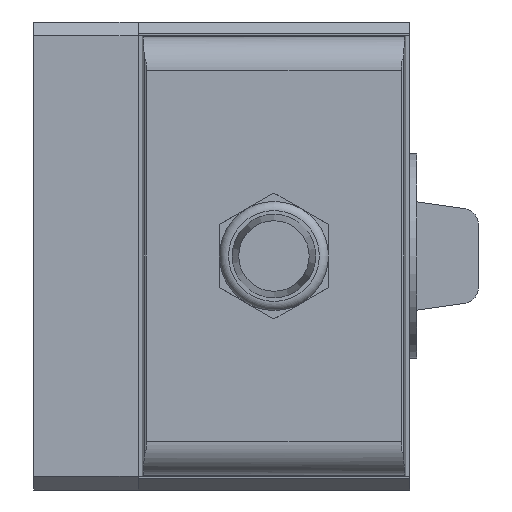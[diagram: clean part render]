
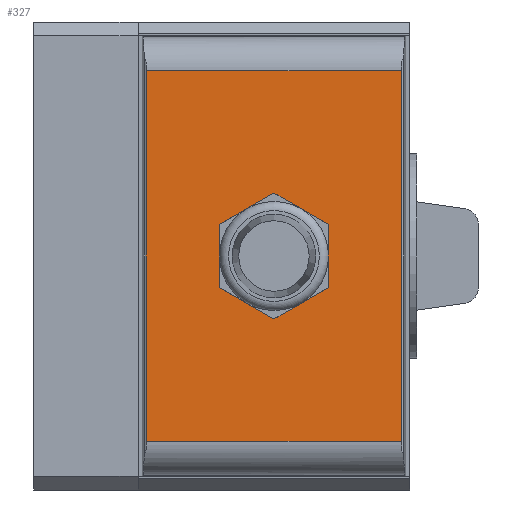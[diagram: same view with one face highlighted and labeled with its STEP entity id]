
A CAD part, front view. The second image highlights one B-rep face of the part: STEP entity #327.
In plain terms, the highlighted planar face has unit normal (0, -1, 0).
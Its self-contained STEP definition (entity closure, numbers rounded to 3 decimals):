
#327 = ADVANCED_FACE( '', ( #806, #807 ), #808, .F. );
#806 = FACE_BOUND( '', #1324, .T. );
#807 = FACE_OUTER_BOUND( '', #1325, .T. );
#808 = PLANE( '', #1326 );
#1324 = EDGE_LOOP( '', ( #2880, #2881, #2882, #2883, #2884, #2885 ) );
#1325 = EDGE_LOOP( '', ( #2886, #2887, #2888, #2889 ) );
#1326 = AXIS2_PLACEMENT_3D( '', #2890, #2891, #2892 );
#2880 = ORIENTED_EDGE( '', *, *, #3682, .F. );
#2881 = ORIENTED_EDGE( '', *, *, #3397, .F. );
#2882 = ORIENTED_EDGE( '', *, *, #3683, .F. );
#2883 = ORIENTED_EDGE( '', *, *, #3684, .F. );
#2884 = ORIENTED_EDGE( '', *, *, #3685, .F. );
#2885 = ORIENTED_EDGE( '', *, *, #3686, .F. );
#2886 = ORIENTED_EDGE( '', *, *, #3673, .F. );
#2887 = ORIENTED_EDGE( '', *, *, #3687, .T. );
#2888 = ORIENTED_EDGE( '', *, *, #3671, .T. );
#2889 = ORIENTED_EDGE( '', *, *, #3681, .F. );
#2890 = CARTESIAN_POINT( '', ( 50., 0., 40.721 ) );
#2891 = DIRECTION( '', ( 0., 1., 0. ) );
#2892 = DIRECTION( '', ( 0., 0., 1. ) );
#3397 = EDGE_CURVE( '', #4117, #4106, #4119, .F. );
#3671 = EDGE_CURVE( '', #4568, #4570, #4572, .T. );
#3673 = EDGE_CURVE( '', #4574, #4576, #4577, .T. );
#3681 = EDGE_CURVE( '', #4576, #4570, #4588, .T. );
#3682 = EDGE_CURVE( '', #4106, #4253, #4589, .F. );
#3683 = EDGE_CURVE( '', #4239, #4117, #4590, .F. );
#3684 = EDGE_CURVE( '', #4244, #4239, #4591, .F. );
#3685 = EDGE_CURVE( '', #4249, #4244, #4592, .F. );
#3686 = EDGE_CURVE( '', #4253, #4249, #4593, .F. );
#3687 = EDGE_CURVE( '', #4574, #4568, #4594, .T. );
#4106 = VERTEX_POINT( '', #5439 );
#4117 = VERTEX_POINT( '', #5464 );
#4119 = CIRCLE( '', #5471, 12. );
#4239 = VERTEX_POINT( '', #5672 );
#4244 = VERTEX_POINT( '', #5688 );
#4249 = VERTEX_POINT( '', #5704 );
#4253 = VERTEX_POINT( '', #5719 );
#4568 = VERTEX_POINT( '', #6212 );
#4570 = VERTEX_POINT( '', #6227 );
#4572 = LINE( '', #6242, #6243 );
#4574 = VERTEX_POINT( '', #6245 );
#4576 = VERTEX_POINT( '', #6260 );
#4577 = LINE( '', #6261, #6262 );
#4588 = LINE( '', #6290, #6291 );
#4589 = CIRCLE( '', #6292, 12. );
#4590 = CIRCLE( '', #6293, 12. );
#4591 = CIRCLE( '', #6294, 12. );
#4592 = CIRCLE( '', #6295, 12. );
#4593 = CIRCLE( '', #6296, 12. );
#4594 = LINE( '', #6297, #6298 );
#5439 = CARTESIAN_POINT( '', ( -12., 0., 0. ) );
#5464 = CARTESIAN_POINT( '', ( -6., 0., 10.392 ) );
#5471 = AXIS2_PLACEMENT_3D( '', #6654, #6655, #6656 );
#5672 = CARTESIAN_POINT( '', ( 6., 0., 10.392 ) );
#5688 = CARTESIAN_POINT( '', ( 12., 0., 0. ) );
#5704 = CARTESIAN_POINT( '', ( 6., 0., -10.392 ) );
#5719 = CARTESIAN_POINT( '', ( -6., 0., -10.392 ) );
#6212 = CARTESIAN_POINT( '', ( -28.05, 0., 40.721 ) );
#6227 = CARTESIAN_POINT( '', ( -28.05, 0., -40.721 ) );
#6242 = CARTESIAN_POINT( '', ( -28.05, 0., 50. ) );
#6243 = VECTOR( '', #7032, 1000. );
#6245 = CARTESIAN_POINT( '', ( 28.05, 0., 40.721 ) );
#6260 = CARTESIAN_POINT( '', ( 28.05, 0., -40.721 ) );
#6261 = CARTESIAN_POINT( '', ( 28.05, 0., 50. ) );
#6262 = VECTOR( '', #7033, 1000. );
#6290 = CARTESIAN_POINT( '', ( 50., 0., -40.721 ) );
#6291 = VECTOR( '', #7044, 1000. );
#6292 = AXIS2_PLACEMENT_3D( '', #7045, #7046, #7047 );
#6293 = AXIS2_PLACEMENT_3D( '', #7048, #7049, #7050 );
#6294 = AXIS2_PLACEMENT_3D( '', #7051, #7052, #7053 );
#6295 = AXIS2_PLACEMENT_3D( '', #7054, #7055, #7056 );
#6296 = AXIS2_PLACEMENT_3D( '', #7057, #7058, #7059 );
#6297 = CARTESIAN_POINT( '', ( 50., 0., 40.721 ) );
#6298 = VECTOR( '', #7060, 1000. );
#6654 = CARTESIAN_POINT( '', ( 0., 0., 0. ) );
#6655 = DIRECTION( '', ( 0., 1., 0. ) );
#6656 = DIRECTION( '', ( 0., 0., 1. ) );
#7032 = DIRECTION( '', ( 0., 0., -1. ) );
#7033 = DIRECTION( '', ( 0., 0., -1. ) );
#7044 = DIRECTION( '', ( -1., 0., 0. ) );
#7045 = CARTESIAN_POINT( '', ( 0., 0., 0. ) );
#7046 = DIRECTION( '', ( 0., 1., 0. ) );
#7047 = DIRECTION( '', ( 0., 0., 1. ) );
#7048 = CARTESIAN_POINT( '', ( 0., 0., 0. ) );
#7049 = DIRECTION( '', ( 0., 1., 0. ) );
#7050 = DIRECTION( '', ( 0., 0., 1. ) );
#7051 = CARTESIAN_POINT( '', ( 0., 0., 0. ) );
#7052 = DIRECTION( '', ( 0., 1., 0. ) );
#7053 = DIRECTION( '', ( 0., 0., 1. ) );
#7054 = CARTESIAN_POINT( '', ( 0., 0., 0. ) );
#7055 = DIRECTION( '', ( 0., 1., 0. ) );
#7056 = DIRECTION( '', ( 0., 0., 1. ) );
#7057 = CARTESIAN_POINT( '', ( 0., 0., 0. ) );
#7058 = DIRECTION( '', ( 0., 1., 0. ) );
#7059 = DIRECTION( '', ( 0., 0., 1. ) );
#7060 = DIRECTION( '', ( -1., 0., 0. ) );
